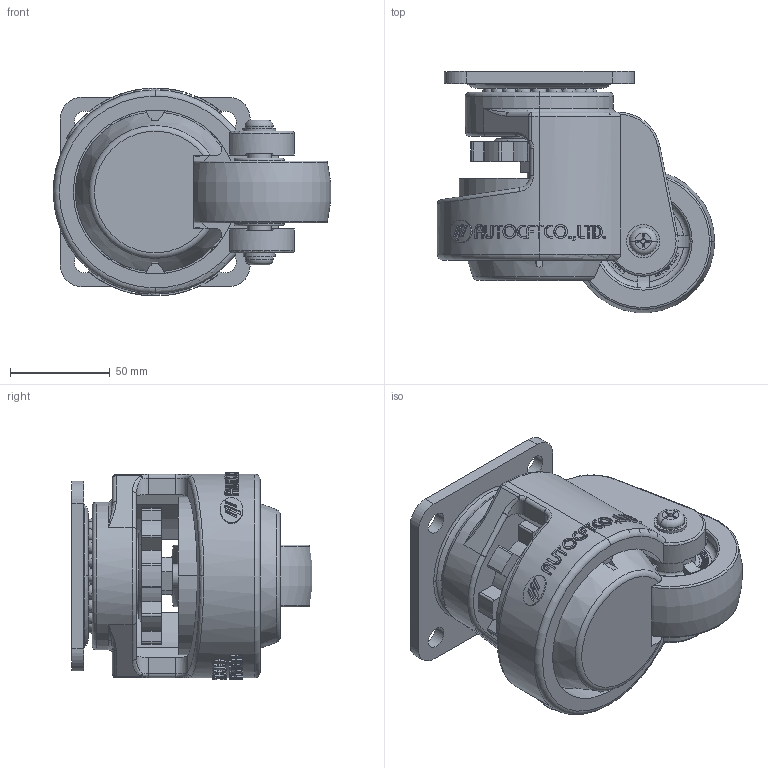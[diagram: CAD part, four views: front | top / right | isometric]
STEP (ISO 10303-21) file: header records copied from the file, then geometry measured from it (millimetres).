
FILE_DESCRIPTION (( 'STEP AP203' ), '1' );
FILE_NAME ('AC-1000F ASSY.STEP', '2015-07-07T08:10:17', ( 'WON SINCHUL' ), ( 'Hewlett-Packard Company' ), 'SwSTEP 2.0', 'SolidWorks 2015', '' );
FILE_SCHEMA (( 'CONFIG_CONTROL_DESIGN' ));
Length unit declared in the file: millimetre
Products named in the file (1): AC-1000F ASSY
Bounding box: 138.79 x 120.53 x 104 mm (x, y, z)
Volume: 632143.8 mm3; surface area: 165435.5 mm2
Topology: 31 solids, 31 shells, 1650 faces, 4481 edges, 2959 vertices
Faces by surface type: plane 769, bspline 454, cylinder 281, torus 75, sphere 44, cone 27
Entity records: 91014 total; most frequent: CARTESIAN_POINT 53156, ORIENTED_EDGE 8754, DIRECTION 6315, EDGE_CURVE 4377, VERTEX_POINT 2899, AXIS2_PLACEMENT_3D 2163, LINE 1989, VECTOR 1989
